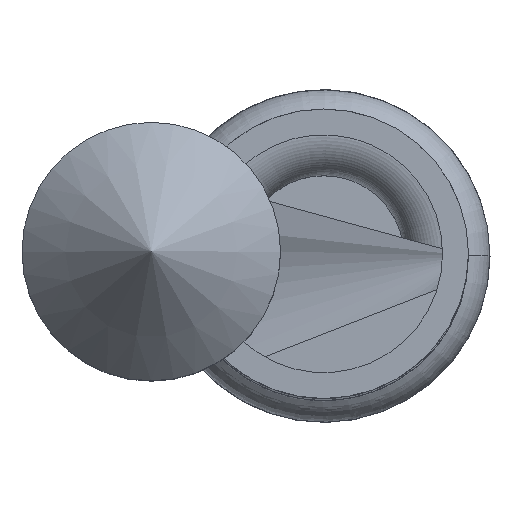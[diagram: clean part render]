
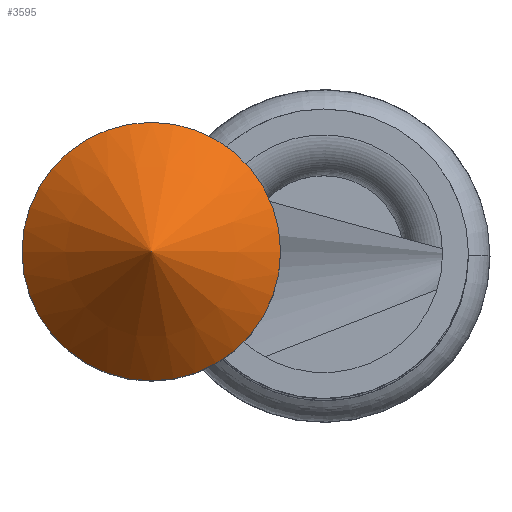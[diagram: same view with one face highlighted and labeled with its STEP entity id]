
A CAD part, top view. The second image highlights one B-rep face of the part: STEP entity #3595.
In plain terms, the highlighted conical face has half-angle 45 degrees and reference radius 2 mm.
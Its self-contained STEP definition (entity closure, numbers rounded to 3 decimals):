
#2569 = CYLINDRICAL_SURFACE('',#2570,0.75);
#2570 = AXIS2_PLACEMENT_3D('',#2571,#2572,#2573);
#2571 = CARTESIAN_POINT('',(2.,0.,30.95));
#2572 = DIRECTION('',(0.,0.,1.));
#2573 = DIRECTION('',(1.,0.,0.));
#3381 = EDGE_CURVE('',#3382,#3382,#3384,.T.);
#3382 = VERTEX_POINT('',#3383);
#3383 = CARTESIAN_POINT('',(2.75,0.,32.2));
#3384 = SURFACE_CURVE('',#3385,(#3390,#3397),.PCURVE_S1.);
#3385 = CIRCLE('',#3386,0.75);
#3386 = AXIS2_PLACEMENT_3D('',#3387,#3388,#3389);
#3387 = CARTESIAN_POINT('',(2.,0.,32.2));
#3388 = DIRECTION('',(-0.,0.,1.));
#3389 = DIRECTION('',(0.,-1.,0.));
#3390 = PCURVE('',#2569,#3391);
#3391 = DEFINITIONAL_REPRESENTATION('',(#3392),#3396);
#3392 = LINE('',#3393,#3394);
#3393 = CARTESIAN_POINT('',(-1.571,1.25));
#3394 = VECTOR('',#3395,1.);
#3395 = DIRECTION('',(1.,0.));
#3396 = ( GEOMETRIC_REPRESENTATION_CONTEXT(2)
PARAMETRIC_REPRESENTATION_CONTEXT() REPRESENTATION_CONTEXT('2D SPACE',''
  ) );
#3397 = PCURVE('',#3398,#3403);
#3398 = CONICAL_SURFACE('',#3399,2.,0.785);
#3399 = AXIS2_PLACEMENT_3D('',#3400,#3401,#3402);
#3400 = CARTESIAN_POINT('',(2.,0.,30.95));
#3401 = DIRECTION('',(-0.,-0.,-1.));
#3402 = DIRECTION('',(1.,0.,0.));
#3403 = DEFINITIONAL_REPRESENTATION('',(#3404),#3408);
#3404 = LINE('',#3405,#3406);
#3405 = CARTESIAN_POINT('',(1.571,-1.25));
#3406 = VECTOR('',#3407,1.);
#3407 = DIRECTION('',(-1.,-0.));
#3408 = ( GEOMETRIC_REPRESENTATION_CONTEXT(2)
PARAMETRIC_REPRESENTATION_CONTEXT() REPRESENTATION_CONTEXT('2D SPACE',''
  ) );
#3595 = ADVANCED_FACE('',(#3596),#3398,.T.);
#3596 = FACE_BOUND('',#3597,.T.);
#3597 = EDGE_LOOP('',(#3598,#3621,#3622));
#3598 = ORIENTED_EDGE('',*,*,#3599,.T.);
#3599 = EDGE_CURVE('',#3382,#3600,#3602,.T.);
#3600 = VERTEX_POINT('',#3601);
#3601 = CARTESIAN_POINT('',(2.,0.,32.95));
#3602 = SEAM_CURVE('',#3603,(#3607,#3614),.PCURVE_S1.);
#3603 = LINE('',#3604,#3605);
#3604 = CARTESIAN_POINT('',(4.,0.,30.95));
#3605 = VECTOR('',#3606,1.);
#3606 = DIRECTION('',(-0.707,0.,0.707)
  );
#3607 = PCURVE('',#3398,#3608);
#3608 = DEFINITIONAL_REPRESENTATION('',(#3609),#3613);
#3609 = LINE('',#3610,#3611);
#3610 = CARTESIAN_POINT('',(-6.283,0.));
#3611 = VECTOR('',#3612,1.);
#3612 = DIRECTION('',(-0.,-1.));
#3613 = ( GEOMETRIC_REPRESENTATION_CONTEXT(2)
PARAMETRIC_REPRESENTATION_CONTEXT() REPRESENTATION_CONTEXT('2D SPACE',''
  ) );
#3614 = PCURVE('',#3398,#3615);
#3615 = DEFINITIONAL_REPRESENTATION('',(#3616),#3620);
#3616 = LINE('',#3617,#3618);
#3617 = CARTESIAN_POINT('',(0.,-0.));
#3618 = VECTOR('',#3619,1.);
#3619 = DIRECTION('',(-0.,-1.));
#3620 = ( GEOMETRIC_REPRESENTATION_CONTEXT(2)
PARAMETRIC_REPRESENTATION_CONTEXT() REPRESENTATION_CONTEXT('2D SPACE',''
  ) );
#3621 = ORIENTED_EDGE('',*,*,#3599,.F.);
#3622 = ORIENTED_EDGE('',*,*,#3381,.T.);
